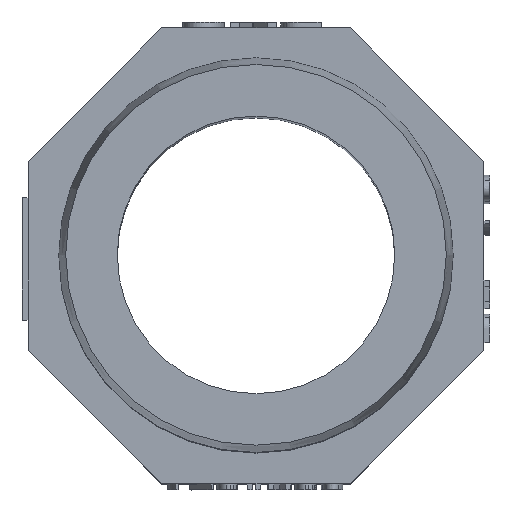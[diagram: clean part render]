
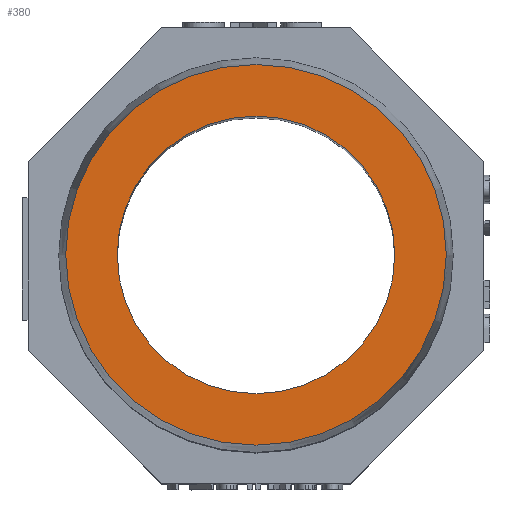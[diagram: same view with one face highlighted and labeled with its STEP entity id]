
A CAD part, top view. The second image highlights one B-rep face of the part: STEP entity #380.
In plain terms, the highlighted planar face has unit normal (0, 0, 1).
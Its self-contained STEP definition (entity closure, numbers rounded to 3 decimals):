
#360=CIRCLE('',#4332,9.6);
#361=CIRCLE('',#4334,7.);
#380=ADVANCED_FACE('',(#790,#791),#613,.T.);
#613=PLANE('',#4335);
#790=FACE_BOUND('',#850,.T.);
#791=FACE_BOUND('',#851,.T.);
#850=EDGE_LOOP('',(#1800));
#851=EDGE_LOOP('',(#1801));
#1800=ORIENTED_EDGE('',*,*,#3429,.T.);
#1801=ORIENTED_EDGE('',*,*,#3428,.F.);
#3016=VERTEX_POINT('',#6186);
#3017=VERTEX_POINT('',#6189);
#3428=EDGE_CURVE('',#3016,#3016,#360,.T.);
#3429=EDGE_CURVE('',#3017,#3017,#361,.T.);
#4332=AXIS2_PLACEMENT_3D('',#6185,#4539,#4540);
#4334=AXIS2_PLACEMENT_3D('',#6188,#4543,#4544);
#4335=AXIS2_PLACEMENT_3D('',#6190,#4545,#4546);
#4539=DIRECTION('',(0.,0.,-1.));
#4540=DIRECTION('',(-1.,0.,0.));
#4543=DIRECTION('',(0.,0.,-1.));
#4544=DIRECTION('',(-1.,0.,0.));
#4545=DIRECTION('',(0.,0.,1.));
#4546=DIRECTION('',(1.,0.,0.));
#6185=CARTESIAN_POINT('',(38.,31.05,40.2));
#6186=CARTESIAN_POINT('',(28.4,31.05,40.2));
#6188=CARTESIAN_POINT('',(38.,31.05,40.2));
#6189=CARTESIAN_POINT('',(31.,31.05,40.2));
#6190=CARTESIAN_POINT('',(47.6,31.05,40.2));
